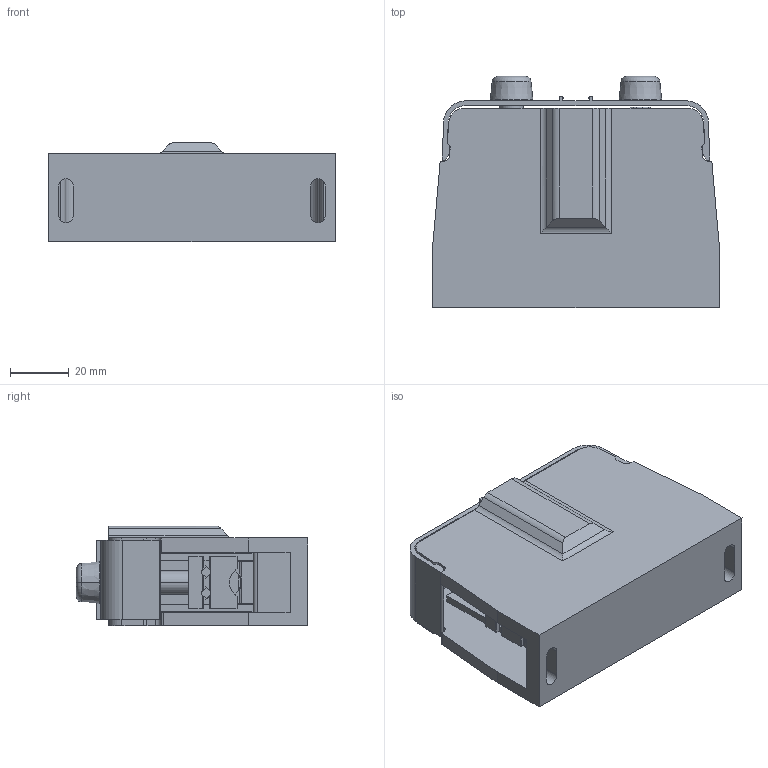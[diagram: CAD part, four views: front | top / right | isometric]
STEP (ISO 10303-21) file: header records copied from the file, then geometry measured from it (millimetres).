
FILE_DESCRIPTION((''),'2;1');
FILE_NAME('UJFX2-70_3P_ASM','2024-01-24T',('dell'),(''),'PRO/ENGINEER BY PARAMETRIC TECHNOLOGY CORPORATION, 2013230','PRO/ENGINEER BY PARAMETRIC TECHNOLOGY CORPORATION, 2013230','');
FILE_SCHEMA(('AUTOMOTIVE_DESIGN { 1 0 10303 214 1 1 1 1 }'));
Length unit declared in the file: millimetre
Products named in the file (1): UJFX2-70_3P_ASM
Bounding box: 98 x 79 x 34 mm (x, y, z)
Volume: 136492.7 mm3; surface area: 58672 mm2
Topology: 1 solids, 1 shells, 1076 faces, 3228 edges, 2134 vertices
Faces by surface type: plane 644, cylinder 402, torus 16, cone 14
Entity records: 37016 total; most frequent: CARTESIAN_POINT 8934, ORIENTED_EDGE 6456, DIRECTION 5034, EDGE_CURVE 3228, VECTOR 2138, LINE 2138, VERTEX_POINT 2134, AXIS2_PLACEMENT_3D 1448
